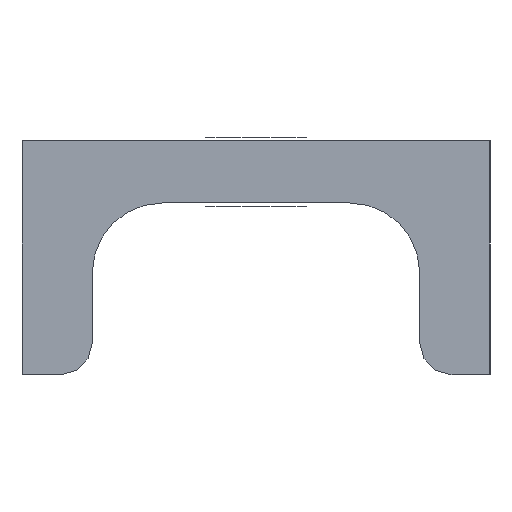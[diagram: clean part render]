
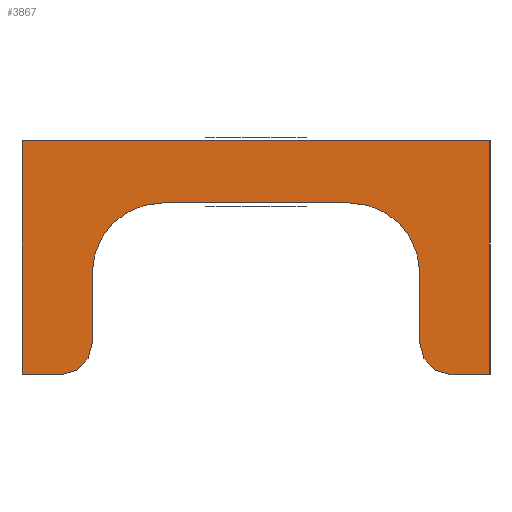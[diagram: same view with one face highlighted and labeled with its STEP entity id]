
A CAD part, left-side view. The second image highlights one B-rep face of the part: STEP entity #3867.
In plain terms, the highlighted planar face has unit normal (-1, 0, 0).
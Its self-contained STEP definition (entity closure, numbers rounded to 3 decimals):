
#467=CIRCLE('',#4023,2.);
#469=CIRCLE('',#4027,4.5);
#471=CIRCLE('',#4032,2.);
#473=CIRCLE('',#4036,4.5);
#791=FACE_OUTER_BOUND('',#955,.T.);
#955=EDGE_LOOP('',(#3082,#3083,#3084,#3085,#3086,#3087,#3088,#3089,#3090,
#3091,#3092,#3093));
#1108=LINE('',#5774,#1436);
#1113=LINE('',#5787,#1441);
#1116=LINE('',#5798,#1444);
#1120=LINE('',#5807,#1448);
#1124=LINE('',#5819,#1452);
#1128=LINE('',#5829,#1456);
#1130=LINE('',#5834,#1458);
#1133=LINE('',#5838,#1461);
#1436=VECTOR('',#4498,1.);
#1441=VECTOR('',#4511,1.);
#1444=VECTOR('',#4522,1.);
#1448=VECTOR('',#4528,1.);
#1452=VECTOR('',#4540,1.);
#1456=VECTOR('',#4552,1.);
#1458=VECTOR('',#4556,1.);
#1461=VECTOR('',#4561,1.);
#1764=VERTEX_POINT('',#5771);
#1765=VERTEX_POINT('',#5773);
#1767=VERTEX_POINT('',#5779);
#1769=VERTEX_POINT('',#5785);
#1771=VERTEX_POINT('',#5791);
#1773=VERTEX_POINT('',#5797);
#1776=VERTEX_POINT('',#5804);
#1777=VERTEX_POINT('',#5806);
#1779=VERTEX_POINT('',#5812);
#1781=VERTEX_POINT('',#5818);
#1783=VERTEX_POINT('',#5824);
#1785=VERTEX_POINT('',#5833);
#2388=EDGE_CURVE('',#1764,#1765,#1108,.T.);
#2392=EDGE_CURVE('',#1767,#1764,#467,.T.);
#2395=EDGE_CURVE('',#1769,#1767,#1113,.T.);
#2398=EDGE_CURVE('',#1771,#1769,#469,.T.);
#2400=EDGE_CURVE('',#1765,#1773,#1116,.T.);
#2404=EDGE_CURVE('',#1777,#1776,#1120,.T.);
#2407=EDGE_CURVE('',#1779,#1777,#471,.T.);
#2410=EDGE_CURVE('',#1781,#1779,#1124,.T.);
#2413=EDGE_CURVE('',#1783,#1781,#473,.T.);
#2416=EDGE_CURVE('',#1783,#1771,#1128,.T.);
#2418=EDGE_CURVE('',#1785,#1773,#1130,.T.);
#2421=EDGE_CURVE('',#1776,#1785,#1133,.T.);
#3082=ORIENTED_EDGE('',*,*,#2421,.T.);
#3083=ORIENTED_EDGE('',*,*,#2418,.T.);
#3084=ORIENTED_EDGE('',*,*,#2400,.F.);
#3085=ORIENTED_EDGE('',*,*,#2388,.F.);
#3086=ORIENTED_EDGE('',*,*,#2392,.F.);
#3087=ORIENTED_EDGE('',*,*,#2395,.F.);
#3088=ORIENTED_EDGE('',*,*,#2398,.F.);
#3089=ORIENTED_EDGE('',*,*,#2416,.F.);
#3090=ORIENTED_EDGE('',*,*,#2413,.T.);
#3091=ORIENTED_EDGE('',*,*,#2410,.T.);
#3092=ORIENTED_EDGE('',*,*,#2407,.T.);
#3093=ORIENTED_EDGE('',*,*,#2404,.T.);
#3703=PLANE('',#4041);
#3867=ADVANCED_FACE('',(#791),#3703,.F.);
#4023=AXIS2_PLACEMENT_3D('',#5781,#4505,#4506);
#4027=AXIS2_PLACEMENT_3D('',#5793,#4517,#4518);
#4032=AXIS2_PLACEMENT_3D('',#5813,#4534,#4535);
#4036=AXIS2_PLACEMENT_3D('',#5825,#4546,#4547);
#4041=AXIS2_PLACEMENT_3D('',#5840,#4564,#4565);
#4498=DIRECTION('',(0.,1.,0.));
#4505=DIRECTION('center_axis',(1.,0.,0.));
#4506=DIRECTION('ref_axis',(0.,0.,-1.));
#4511=DIRECTION('',(0.,0.,-1.));
#4517=DIRECTION('center_axis',(-1.,0.,0.));
#4518=DIRECTION('ref_axis',(0.,1.,0.));
#4522=DIRECTION('',(0.,0.,1.));
#4528=DIRECTION('',(0.,-1.,0.));
#4534=DIRECTION('center_axis',(-1.,0.,0.));
#4535=DIRECTION('ref_axis',(0.,0.,-1.));
#4540=DIRECTION('',(0.,0.,-1.));
#4546=DIRECTION('center_axis',(1.,0.,0.));
#4547=DIRECTION('ref_axis',(0.,-1.,0.));
#4552=DIRECTION('',(0.,1.,0.));
#4556=DIRECTION('',(0.,1.,0.));
#4561=DIRECTION('',(0.,0.,1.));
#4564=DIRECTION('center_axis',(1.,0.,0.));
#4565=DIRECTION('ref_axis',(0.,0.,1.));
#5771=CARTESIAN_POINT('',(0.,27.59,-0.191));
#5773=CARTESIAN_POINT('',(0.,30.09,-0.191));
#5774=CARTESIAN_POINT('',(0.,30.09,-0.191));
#5779=CARTESIAN_POINT('',(0.,25.59,1.809));
#5781=CARTESIAN_POINT('Origin',(0.,27.59,1.809));
#5785=CARTESIAN_POINT('',(0.,25.59,6.309));
#5787=CARTESIAN_POINT('',(0.,25.59,1.809));
#5791=CARTESIAN_POINT('',(0.,21.09,10.809));
#5793=CARTESIAN_POINT('Origin',(0.,21.09,6.309));
#5797=CARTESIAN_POINT('',(0.,30.09,14.809));
#5798=CARTESIAN_POINT('',(0.,30.09,14.809));
#5804=CARTESIAN_POINT('',(0.,0.09,-0.191));
#5806=CARTESIAN_POINT('',(0.,2.59,-0.191));
#5807=CARTESIAN_POINT('',(0.,0.09,-0.191));
#5812=CARTESIAN_POINT('',(0.,4.59,1.809));
#5813=CARTESIAN_POINT('Origin',(0.,2.59,1.809));
#5818=CARTESIAN_POINT('',(0.,4.59,6.309));
#5819=CARTESIAN_POINT('',(0.,4.59,1.809));
#5824=CARTESIAN_POINT('',(0.,9.09,10.809));
#5825=CARTESIAN_POINT('Origin',(0.,9.09,6.309));
#5829=CARTESIAN_POINT('',(0.,21.09,10.809));
#5833=CARTESIAN_POINT('',(0.,0.09,14.809));
#5834=CARTESIAN_POINT('',(0.,15.09,14.809));
#5838=CARTESIAN_POINT('',(0.,0.09,14.809));
#5840=CARTESIAN_POINT('Origin',(0.,5.748,9.432));
